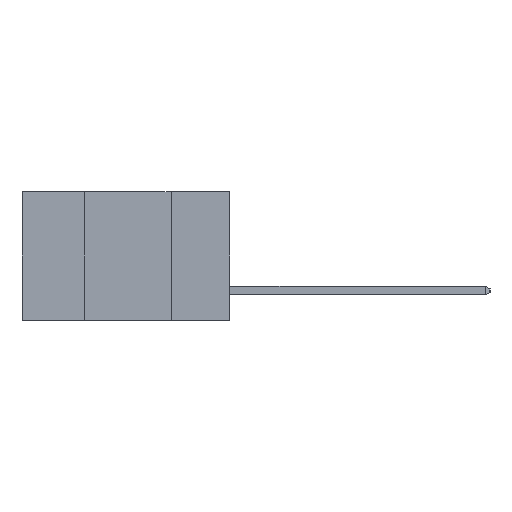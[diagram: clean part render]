
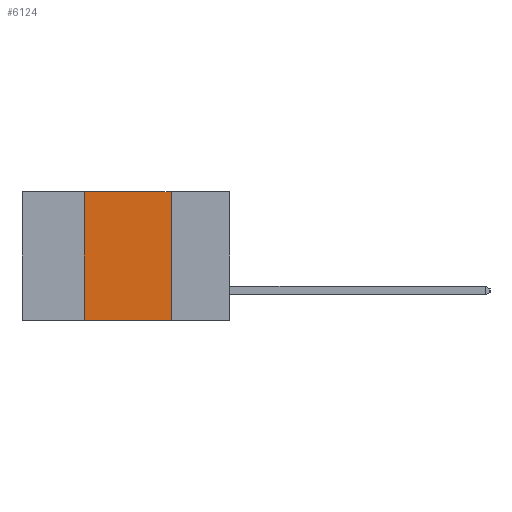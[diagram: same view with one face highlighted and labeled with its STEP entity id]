
A CAD part, left-side view. The second image highlights one B-rep face of the part: STEP entity #6124.
In plain terms, the highlighted planar face has unit normal (-1, 0, 0).
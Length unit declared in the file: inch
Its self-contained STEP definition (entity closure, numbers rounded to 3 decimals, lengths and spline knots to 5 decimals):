
#249 = DIRECTION ( 'NONE',  ( 0., 0., 1. ) ) ;
#266 = LINE ( 'NONE', #7111, #2631 ) ;
#700 = ORIENTED_EDGE ( 'NONE', *, *, #10516, .F. ) ;
#841 = ORIENTED_EDGE ( 'NONE', *, *, #10122, .F. ) ;
#2031 = DIRECTION ( 'NONE',  ( 0., -1., 0. ) ) ;
#2631 = VECTOR ( 'NONE', #2031, 39.37008 ) ;
#2677 = LINE ( 'NONE', #8843, #10512 ) ;
#4149 = DIRECTION ( 'NONE',  ( 0., -1., 0. ) ) ;
#4155 = VERTEX_POINT ( 'NONE', #8848 ) ;
#4263 = AXIS2_PLACEMENT_3D ( 'NONE', #10283, #7734, #7690 ) ;
#4685 = CARTESIAN_POINT ( 'NONE',  ( 0., 0.42, -0.37 ) ) ;
#4971 = EDGE_LOOP ( 'NONE', ( #700, #9302, #841, #8508 ) ) ;
#5566 = FACE_OUTER_BOUND ( 'NONE', #4971, .T. ) ;
#5981 = CARTESIAN_POINT ( 'NONE',  ( 0., 0.17, -0.37 ) ) ;
#6100 = CARTESIAN_POINT ( 'NONE',  ( 0., 0.42, -0.37 ) ) ;
#6124 = ADVANCED_FACE ( 'NONE', ( #5566 ), #10086, .F. ) ;
#6581 = CARTESIAN_POINT ( 'NONE',  ( 0., 0.17, -0.37 ) ) ;
#6702 = VERTEX_POINT ( 'NONE', #6581 ) ;
#6754 = CARTESIAN_POINT ( 'NONE',  ( 0., 0.17, 0. ) ) ;
#6832 = VERTEX_POINT ( 'NONE', #6754 ) ;
#7111 = CARTESIAN_POINT ( 'NONE',  ( 0., 0.6, -0.37 ) ) ;
#7690 = DIRECTION ( 'NONE',  ( 0., 0., -1. ) ) ;
#7734 = DIRECTION ( 'NONE',  ( 1., 0., 0. ) ) ;
#8297 = DIRECTION ( 'NONE',  ( 0., 0., -1. ) ) ;
#8508 = ORIENTED_EDGE ( 'NONE', *, *, #10640, .T. ) ;
#8787 = VERTEX_POINT ( 'NONE', #6100 ) ;
#8843 = CARTESIAN_POINT ( 'NONE',  ( 0., 0.6, 0. ) ) ;
#8848 = CARTESIAN_POINT ( 'NONE',  ( 0., 0.42, 0. ) ) ;
#9094 = EDGE_CURVE ( 'NONE', #4155, #6832, #2677, .T. ) ;
#9302 = ORIENTED_EDGE ( 'NONE', *, *, #9094, .F. ) ;
#10086 = PLANE ( 'NONE',  #4263 ) ;
#10108 = VECTOR ( 'NONE', #8297, 39.37008 ) ;
#10116 = VECTOR ( 'NONE', #249, 39.37008 ) ;
#10122 = EDGE_CURVE ( 'NONE', #8787, #4155, #10353, .T. ) ;
#10283 = CARTESIAN_POINT ( 'NONE',  ( 0., 0.6, 0. ) ) ;
#10353 = LINE ( 'NONE', #4685, #10116 ) ;
#10512 = VECTOR ( 'NONE', #4149, 39.37008 ) ;
#10516 = EDGE_CURVE ( 'NONE', #6832, #6702, #10594, .T. ) ;
#10594 = LINE ( 'NONE', #5981, #10108 ) ;
#10640 = EDGE_CURVE ( 'NONE', #8787, #6702, #266, .T. ) ;
